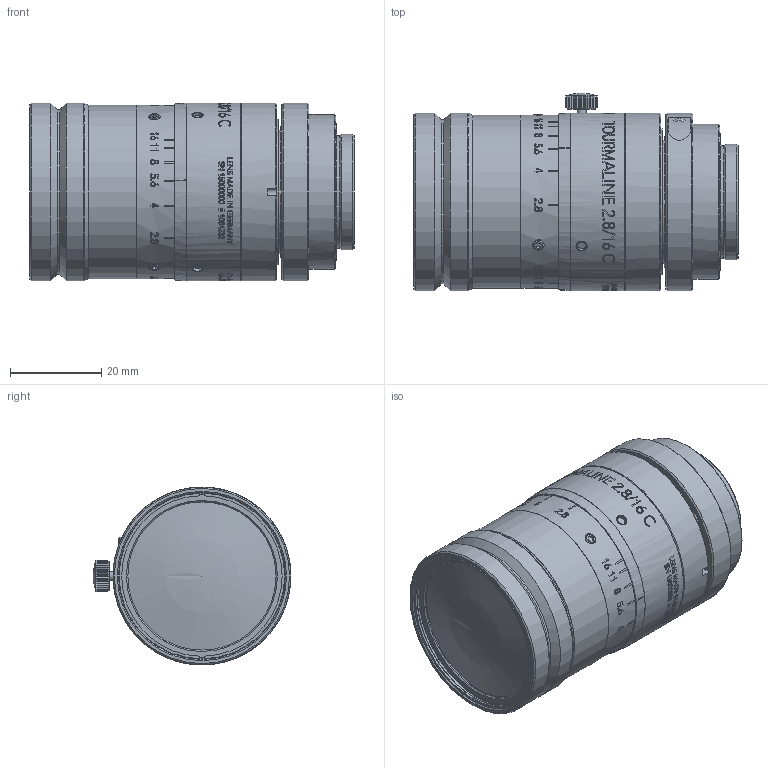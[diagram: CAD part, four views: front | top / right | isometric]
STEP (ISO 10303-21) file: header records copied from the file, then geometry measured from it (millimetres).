
FILE_DESCRIPTION(/* description */ (''),/* implementation_level */ '2;1');
FILE_NAME(/* name */ '1084232_00159469_002.stp',/* time_stamp */ '2021-09-27T14:00:21+02:00',/* author */ (''),/* organization */ (''),/* preprocessor_version */ 'ST-DEVELOPER v16',/* originating_system */ 'SIEMENS PLM Software NX 10.0',/* authorisation */ '');
FILE_SCHEMA (('AP203_CONFIGURATION_CONTROLLED_3D_DESIGN_OF_MECHANICAL_PARTS_AND_ASSEMBLIES_MIM_LF { 1 0 10303 403 2 1 2}'));
Length unit declared in the file: millimetre
Products named in the file (1): Froe359070543bur
Bounding box: 71.07 x 43.35 x 39 mm (x, y, z)
Volume: 73845.3 mm3; surface area: 19093.9 mm2
Topology: 1 solids, 5 shells, 503 faces, 1747 edges, 1438 vertices
Faces by surface type: cylinder 252, plane 191, cone 52, torus 4, revolution 3, sphere 1
Full cylindrical faces by diameter (mm): 2 x1, 2.05 x4, 2.5 x4, 2.8 x1, 4.5 x1, 20.5 x1, 22.5 x1, 23.5 x1, 24.7 x1, 25.2 x1, 25.4 x1, 27 x1, 27.1 x2, 28.5 x1, 30 x1, 32 x1, 32.5 x1, 33.151 x1, 34 x1, 36 x2, 37.467 x1, 38 x2, 38.1 x1, 39 x5
Entity records: 22235 total; most frequent: CARTESIAN_POINT 8575, ORIENTED_EDGE 3273, DIRECTION 1925, EDGE_CURVE 1644, VERTEX_POINT 1408, B_SPLINE_CURVE_WITH_KNOTS 999, AXIS2_PLACEMENT_3D 812, EDGE_LOOP 787
